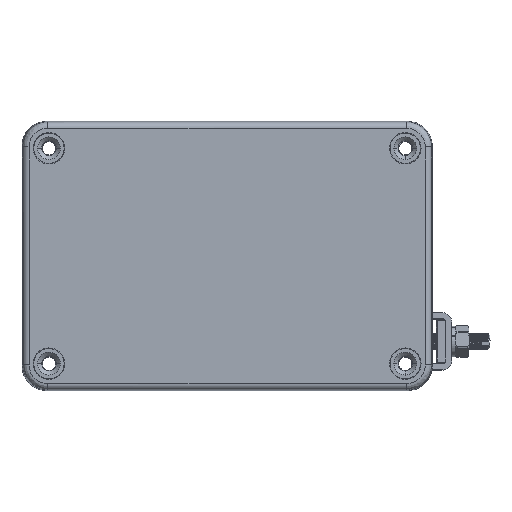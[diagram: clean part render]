
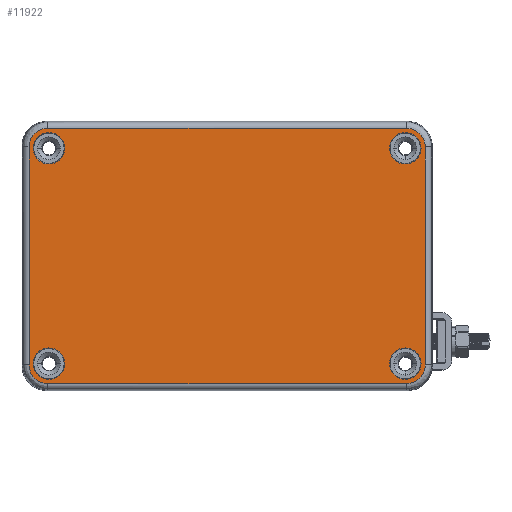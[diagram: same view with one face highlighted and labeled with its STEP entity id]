
A CAD part, top view. The second image highlights one B-rep face of the part: STEP entity #11922.
In plain terms, the highlighted planar face has unit normal (0, 0, 1).
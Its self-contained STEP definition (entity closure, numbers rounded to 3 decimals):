
#11301 = VERTEX_POINT('',#11302);
#11302 = CARTESIAN_POINT('',(46.8,-26.,9.));
#11308 = EDGE_CURVE('',#11301,#11309,#11311,.T.);
#11309 = VERTEX_POINT('',#11310);
#11310 = CARTESIAN_POINT('',(39.2,-26.,9.));
#11311 = CIRCLE('',#11312,3.8);
#11312 = AXIS2_PLACEMENT_3D('',#11313,#11314,#11315);
#11313 = CARTESIAN_POINT('',(43.,-26.,9.));
#11314 = DIRECTION('',(0.,0.,-1.));
#11315 = DIRECTION('',(1.,0.,0.));
#11343 = VERTEX_POINT('',#11344);
#11344 = CARTESIAN_POINT('',(-39.2,-26.,9.));
#11350 = EDGE_CURVE('',#11343,#11351,#11353,.T.);
#11351 = VERTEX_POINT('',#11352);
#11352 = CARTESIAN_POINT('',(-46.8,-26.,9.));
#11353 = CIRCLE('',#11354,3.8);
#11354 = AXIS2_PLACEMENT_3D('',#11355,#11356,#11357);
#11355 = CARTESIAN_POINT('',(-43.,-26.,9.));
#11356 = DIRECTION('',(0.,0.,-1.));
#11357 = DIRECTION('',(1.,0.,0.));
#11385 = VERTEX_POINT('',#11386);
#11386 = CARTESIAN_POINT('',(46.8,26.,9.));
#11392 = EDGE_CURVE('',#11385,#11393,#11395,.T.);
#11393 = VERTEX_POINT('',#11394);
#11394 = CARTESIAN_POINT('',(39.2,26.,9.));
#11395 = CIRCLE('',#11396,3.8);
#11396 = AXIS2_PLACEMENT_3D('',#11397,#11398,#11399);
#11397 = CARTESIAN_POINT('',(43.,26.,9.));
#11398 = DIRECTION('',(0.,0.,-1.));
#11399 = DIRECTION('',(1.,0.,0.));
#11427 = VERTEX_POINT('',#11428);
#11428 = CARTESIAN_POINT('',(-39.2,26.,9.));
#11434 = EDGE_CURVE('',#11427,#11435,#11437,.T.);
#11435 = VERTEX_POINT('',#11436);
#11436 = CARTESIAN_POINT('',(-46.8,26.,9.));
#11437 = CIRCLE('',#11438,3.8);
#11438 = AXIS2_PLACEMENT_3D('',#11439,#11440,#11441);
#11439 = CARTESIAN_POINT('',(-43.,26.,9.));
#11440 = DIRECTION('',(0.,0.,-1.));
#11441 = DIRECTION('',(1.,0.,0.));
#11922 = ADVANCED_FACE('',(#11923,#11933,#11943,#11953,#11963),#12069,
  .T.);
#11923 = FACE_BOUND('',#11924,.T.);
#11924 = EDGE_LOOP('',(#11925,#11926));
#11925 = ORIENTED_EDGE('',*,*,#11308,.T.);
#11926 = ORIENTED_EDGE('',*,*,#11927,.T.);
#11927 = EDGE_CURVE('',#11309,#11301,#11928,.T.);
#11928 = CIRCLE('',#11929,3.8);
#11929 = AXIS2_PLACEMENT_3D('',#11930,#11931,#11932);
#11930 = CARTESIAN_POINT('',(43.,-26.,9.));
#11931 = DIRECTION('',(0.,0.,-1.));
#11932 = DIRECTION('',(1.,0.,0.));
#11933 = FACE_BOUND('',#11934,.T.);
#11934 = EDGE_LOOP('',(#11935,#11936));
#11935 = ORIENTED_EDGE('',*,*,#11350,.T.);
#11936 = ORIENTED_EDGE('',*,*,#11937,.T.);
#11937 = EDGE_CURVE('',#11351,#11343,#11938,.T.);
#11938 = CIRCLE('',#11939,3.8);
#11939 = AXIS2_PLACEMENT_3D('',#11940,#11941,#11942);
#11940 = CARTESIAN_POINT('',(-43.,-26.,9.));
#11941 = DIRECTION('',(0.,0.,-1.));
#11942 = DIRECTION('',(1.,0.,0.));
#11943 = FACE_BOUND('',#11944,.T.);
#11944 = EDGE_LOOP('',(#11945,#11946));
#11945 = ORIENTED_EDGE('',*,*,#11392,.T.);
#11946 = ORIENTED_EDGE('',*,*,#11947,.T.);
#11947 = EDGE_CURVE('',#11393,#11385,#11948,.T.);
#11948 = CIRCLE('',#11949,3.8);
#11949 = AXIS2_PLACEMENT_3D('',#11950,#11951,#11952);
#11950 = CARTESIAN_POINT('',(43.,26.,9.));
#11951 = DIRECTION('',(0.,0.,-1.));
#11952 = DIRECTION('',(1.,0.,0.));
#11953 = FACE_BOUND('',#11954,.T.);
#11954 = EDGE_LOOP('',(#11955,#11956));
#11955 = ORIENTED_EDGE('',*,*,#11434,.T.);
#11956 = ORIENTED_EDGE('',*,*,#11957,.T.);
#11957 = EDGE_CURVE('',#11435,#11427,#11958,.T.);
#11958 = CIRCLE('',#11959,3.8);
#11959 = AXIS2_PLACEMENT_3D('',#11960,#11961,#11962);
#11960 = CARTESIAN_POINT('',(-43.,26.,9.));
#11961 = DIRECTION('',(0.,0.,-1.));
#11962 = DIRECTION('',(1.,0.,0.));
#11963 = FACE_BOUND('',#11964,.T.);
#11964 = EDGE_LOOP('',(#11965,#11975,#11993,#12001,#12019,#12027,#12045,
    #12053));
#11965 = ORIENTED_EDGE('',*,*,#11966,.T.);
#11966 = EDGE_CURVE('',#11967,#11969,#11971,.T.);
#11967 = VERTEX_POINT('',#11968);
#11968 = CARTESIAN_POINT('',(-43.305,-30.803,9.));
#11969 = VERTEX_POINT('',#11970);
#11970 = CARTESIAN_POINT('',(43.305,-30.803,9.));
#11971 = LINE('',#11972,#11973);
#11972 = CARTESIAN_POINT('',(0.,-30.803,9.));
#11973 = VECTOR('',#11974,1.);
#11974 = DIRECTION('',(1.,0.,-0.));
#11975 = ORIENTED_EDGE('',*,*,#11976,.T.);
#11976 = EDGE_CURVE('',#11969,#11977,#11979,.T.);
#11977 = VERTEX_POINT('',#11978);
#11978 = CARTESIAN_POINT('',(47.803,-26.305,9.));
#11979 = B_SPLINE_CURVE_WITH_KNOTS('',3,(#11980,#11981,#11982,#11983,
    #11984,#11985,#11986,#11987,#11988,#11989,#11990,#11991,#11992),
  .UNSPECIFIED.,.F.,.F.,(4,1,2,2,2,2,4),(0.,0.125,0.188,0.25,0.5,0.75,
    1.),.UNSPECIFIED.);
#11980 = CARTESIAN_POINT('',(43.305,-30.803,9.));
#11981 = CARTESIAN_POINT('',(43.603,-30.803,9.));
#11982 = CARTESIAN_POINT('',(44.042,-30.76,9.));
#11983 = CARTESIAN_POINT('',(44.468,-30.653,9.));
#11984 = CARTESIAN_POINT('',(44.749,-30.568,9.));
#11985 = CARTESIAN_POINT('',(44.89,-30.517,9.));
#11986 = CARTESIAN_POINT('',(45.571,-30.235,9.));
#11987 = CARTESIAN_POINT('',(46.068,-29.903,9.));
#11988 = CARTESIAN_POINT('',(46.903,-29.069,9.));
#11989 = CARTESIAN_POINT('',(47.235,-28.571,9.));
#11990 = CARTESIAN_POINT('',(47.687,-27.481,9.));
#11991 = CARTESIAN_POINT('',(47.803,-26.897,9.));
#11992 = CARTESIAN_POINT('',(47.803,-26.305,9.));
#11993 = ORIENTED_EDGE('',*,*,#11994,.T.);
#11994 = EDGE_CURVE('',#11977,#11995,#11997,.T.);
#11995 = VERTEX_POINT('',#11996);
#11996 = CARTESIAN_POINT('',(47.803,26.305,9.));
#11997 = LINE('',#11998,#11999);
#11998 = CARTESIAN_POINT('',(47.803,0.,9.));
#11999 = VECTOR('',#12000,1.);
#12000 = DIRECTION('',(-0.,1.,0.));
#12001 = ORIENTED_EDGE('',*,*,#12002,.T.);
#12002 = EDGE_CURVE('',#11995,#12003,#12005,.T.);
#12003 = VERTEX_POINT('',#12004);
#12004 = CARTESIAN_POINT('',(43.305,30.803,9.));
#12005 = B_SPLINE_CURVE_WITH_KNOTS('',3,(#12006,#12007,#12008,#12009,
    #12010,#12011,#12012,#12013,#12014,#12015,#12016,#12017,#12018),
  .UNSPECIFIED.,.F.,.F.,(4,1,2,2,2,2,4),(0.,0.125,0.188,0.25,0.5,0.75,
    1.),.UNSPECIFIED.);
#12006 = CARTESIAN_POINT('',(47.803,26.305,9.));
#12007 = CARTESIAN_POINT('',(47.803,26.603,9.));
#12008 = CARTESIAN_POINT('',(47.76,27.042,9.));
#12009 = CARTESIAN_POINT('',(47.653,27.468,9.));
#12010 = CARTESIAN_POINT('',(47.568,27.749,9.));
#12011 = CARTESIAN_POINT('',(47.517,27.89,9.));
#12012 = CARTESIAN_POINT('',(47.235,28.571,9.));
#12013 = CARTESIAN_POINT('',(46.903,29.068,9.));
#12014 = CARTESIAN_POINT('',(46.069,29.903,9.));
#12015 = CARTESIAN_POINT('',(45.571,30.235,9.));
#12016 = CARTESIAN_POINT('',(44.481,30.687,9.));
#12017 = CARTESIAN_POINT('',(43.897,30.803,9.));
#12018 = CARTESIAN_POINT('',(43.305,30.803,9.));
#12019 = ORIENTED_EDGE('',*,*,#12020,.T.);
#12020 = EDGE_CURVE('',#12003,#12021,#12023,.T.);
#12021 = VERTEX_POINT('',#12022);
#12022 = CARTESIAN_POINT('',(-43.305,30.803,9.));
#12023 = LINE('',#12024,#12025);
#12024 = CARTESIAN_POINT('',(0.,30.803,9.));
#12025 = VECTOR('',#12026,1.);
#12026 = DIRECTION('',(-1.,-0.,0.));
#12027 = ORIENTED_EDGE('',*,*,#12028,.T.);
#12028 = EDGE_CURVE('',#12021,#12029,#12031,.T.);
#12029 = VERTEX_POINT('',#12030);
#12030 = CARTESIAN_POINT('',(-47.803,26.305,9.));
#12031 = B_SPLINE_CURVE_WITH_KNOTS('',3,(#12032,#12033,#12034,#12035,
    #12036,#12037,#12038,#12039,#12040,#12041,#12042,#12043,#12044),
  .UNSPECIFIED.,.F.,.F.,(4,1,2,2,2,2,4),(0.,0.125,0.188,0.25,0.5,0.75,
    1.),.UNSPECIFIED.);
#12032 = CARTESIAN_POINT('',(-43.305,30.803,9.));
#12033 = CARTESIAN_POINT('',(-43.603,30.803,9.));
#12034 = CARTESIAN_POINT('',(-44.042,30.76,9.));
#12035 = CARTESIAN_POINT('',(-44.468,30.653,9.));
#12036 = CARTESIAN_POINT('',(-44.749,30.568,9.));
#12037 = CARTESIAN_POINT('',(-44.89,30.517,9.));
#12038 = CARTESIAN_POINT('',(-45.571,30.235,9.));
#12039 = CARTESIAN_POINT('',(-46.068,29.903,9.));
#12040 = CARTESIAN_POINT('',(-46.903,29.069,9.));
#12041 = CARTESIAN_POINT('',(-47.235,28.571,9.));
#12042 = CARTESIAN_POINT('',(-47.687,27.481,9.));
#12043 = CARTESIAN_POINT('',(-47.803,26.897,9.));
#12044 = CARTESIAN_POINT('',(-47.803,26.305,9.));
#12045 = ORIENTED_EDGE('',*,*,#12046,.T.);
#12046 = EDGE_CURVE('',#12029,#12047,#12049,.T.);
#12047 = VERTEX_POINT('',#12048);
#12048 = CARTESIAN_POINT('',(-47.803,-26.305,9.));
#12049 = LINE('',#12050,#12051);
#12050 = CARTESIAN_POINT('',(-47.803,0.,9.));
#12051 = VECTOR('',#12052,1.);
#12052 = DIRECTION('',(0.,-1.,-0.));
#12053 = ORIENTED_EDGE('',*,*,#12054,.T.);
#12054 = EDGE_CURVE('',#12047,#11967,#12055,.T.);
#12055 = B_SPLINE_CURVE_WITH_KNOTS('',3,(#12056,#12057,#12058,#12059,
    #12060,#12061,#12062,#12063,#12064,#12065,#12066,#12067,#12068),
  .UNSPECIFIED.,.F.,.F.,(4,1,2,2,2,2,4),(0.,0.125,0.188,0.25,0.5,0.75,
    1.),.UNSPECIFIED.);
#12056 = CARTESIAN_POINT('',(-47.803,-26.305,9.));
#12057 = CARTESIAN_POINT('',(-47.803,-26.603,9.));
#12058 = CARTESIAN_POINT('',(-47.76,-27.042,9.));
#12059 = CARTESIAN_POINT('',(-47.653,-27.468,9.));
#12060 = CARTESIAN_POINT('',(-47.568,-27.749,9.));
#12061 = CARTESIAN_POINT('',(-47.517,-27.89,9.));
#12062 = CARTESIAN_POINT('',(-47.235,-28.571,9.));
#12063 = CARTESIAN_POINT('',(-46.903,-29.068,9.));
#12064 = CARTESIAN_POINT('',(-46.069,-29.903,9.));
#12065 = CARTESIAN_POINT('',(-45.571,-30.235,9.));
#12066 = CARTESIAN_POINT('',(-44.481,-30.687,9.));
#12067 = CARTESIAN_POINT('',(-43.897,-30.803,9.));
#12068 = CARTESIAN_POINT('',(-43.305,-30.803,9.));
#12069 = PLANE('',#12070);
#12070 = AXIS2_PLACEMENT_3D('',#12071,#12072,#12073);
#12071 = CARTESIAN_POINT('',(0.,0.,9.));
#12072 = DIRECTION('',(0.,0.,1.));
#12073 = DIRECTION('',(1.,0.,-0.));
